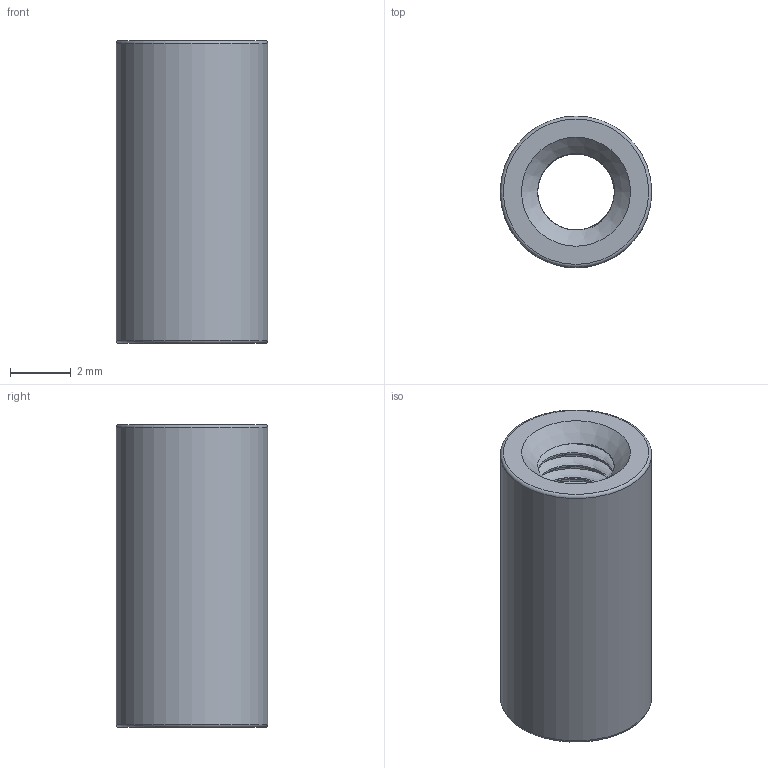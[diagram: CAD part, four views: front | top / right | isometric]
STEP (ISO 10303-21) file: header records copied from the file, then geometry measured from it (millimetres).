
FILE_DESCRIPTION(('FreeCAD Model'),'2;1');
FILE_NAME('Open CASCADE Shape Model','2021-07-12T19:57:23',('Author'),( ''),'Open CASCADE STEP processor 7.5','FreeCAD','Unknown');
FILE_SCHEMA(('AUTOMOTIVE_DESIGN { 1 0 10303 214 1 1 1 1 }'));
Length unit declared in the file: millimetre
Products named in the file (1): M3x10 v5
Bounding box: 5 x 5 x 10 mm (x, y, z)
Volume: 136.9 mm3; surface area: 327.6 mm2
Topology: 1 solids, 1 shells, 51 faces, 137 edges, 88 vertices
Faces by surface type: cylinder 41, plane 4, bspline 2, cone 2, torus 2
Full cylindrical faces by diameter (mm): 2.529 x18, 3.086 x19, 5 x1
Entity records: 6569 total; most frequent: CARTESIAN_POINT 3812, DIRECTION 327, ORIENTED_EDGE 274, PCURVE 274, DEFINITIONAL_REPRESENTATION 274, B_SPLINE_CURVE_WITH_KNOTS 197, LINE 186, VECTOR 186
